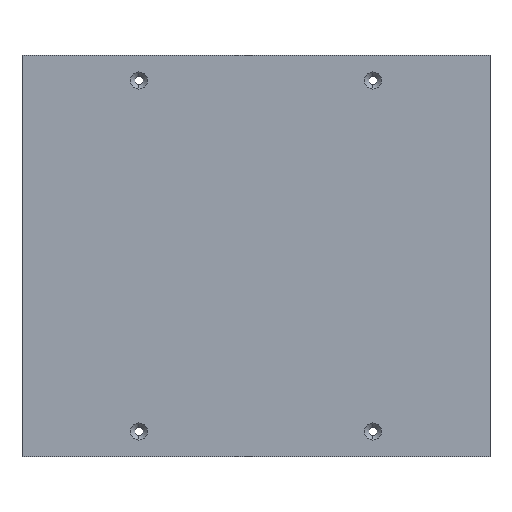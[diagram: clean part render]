
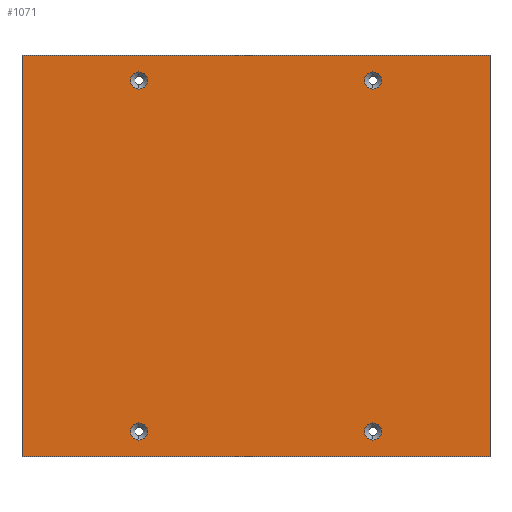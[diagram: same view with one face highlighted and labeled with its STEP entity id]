
A CAD part, left-side view. The second image highlights one B-rep face of the part: STEP entity #1071.
In plain terms, the highlighted planar face has unit normal (-1, 0, 0).
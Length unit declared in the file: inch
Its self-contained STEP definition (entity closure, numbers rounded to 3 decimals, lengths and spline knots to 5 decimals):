
#18 = EDGE_CURVE ( 'NONE', #333, #335, #848, .T. ) ;
#19 = EDGE_LOOP ( 'NONE', ( #439, #820 ) ) ;
#37 = EDGE_CURVE ( 'NONE', #1203, #96, #166, .T. ) ;
#41 = EDGE_CURVE ( 'NONE', #320, #242, #506, .T. ) ;
#58 = CARTESIAN_POINT ( 'NONE',  ( -2.5, 0., 3. ) ) ;
#77 = DIRECTION ( 'NONE',  ( 0., 0., 1. ) ) ;
#91 = ORIENTED_EDGE ( 'NONE', *, *, #250, .F. ) ;
#96 = VERTEX_POINT ( 'NONE', #1043 ) ;
#98 = DIRECTION ( 'NONE',  ( 0., 0., 1. ) ) ;
#102 = DIRECTION ( 'NONE',  ( -1., 0., 0. ) ) ;
#110 = EDGE_LOOP ( 'NONE', ( #839, #1235 ) ) ;
#114 = AXIS2_PLACEMENT_3D ( 'NONE', #470, #466, #77 ) ;
#147 = AXIS2_PLACEMENT_3D ( 'NONE', #769, #102, #98 ) ;
#160 = CARTESIAN_POINT ( 'NONE',  ( -2.5, 7., 3. ) ) ;
#161 = CARTESIAN_POINT ( 'NONE',  ( -2.5, 1.75, 2.7525 ) ) ;
#166 = CIRCLE ( 'NONE', #606, 0.1275 ) ;
#167 = AXIS2_PLACEMENT_3D ( 'NONE', #350, #998, #1013 ) ;
#183 = VERTEX_POINT ( 'NONE', #708 ) ;
#234 = DIRECTION ( 'NONE',  ( 0., 0., 1. ) ) ;
#242 = VERTEX_POINT ( 'NONE', #517 ) ;
#245 = ORIENTED_EDGE ( 'NONE', *, *, #1032, .F. ) ;
#250 = EDGE_CURVE ( 'NONE', #1122, #810, #1186, .T. ) ;
#253 = CIRCLE ( 'NONE', #919, 0.1275 ) ;
#276 = DIRECTION ( 'NONE',  ( 0., 0., 1. ) ) ;
#281 = CIRCLE ( 'NONE', #114, 0.1275 ) ;
#282 = VECTOR ( 'NONE', #655, 39.37008 ) ;
#287 = CARTESIAN_POINT ( 'NONE',  ( -2.5, 0., -3. ) ) ;
#297 = FACE_BOUND ( 'NONE', #110, .T. ) ;
#320 = VERTEX_POINT ( 'NONE', #58 ) ;
#333 = VERTEX_POINT ( 'NONE', #1185 ) ;
#335 = VERTEX_POINT ( 'NONE', #161 ) ;
#346 = EDGE_CURVE ( 'NONE', #96, #1203, #1214, .T. ) ;
#350 = CARTESIAN_POINT ( 'NONE',  ( -2.5, 1.75, -2.625 ) ) ;
#362 = DIRECTION ( 'NONE',  ( -1., 0., 0. ) ) ;
#385 = LINE ( 'NONE', #160, #546 ) ;
#388 = ORIENTED_EDGE ( 'NONE', *, *, #915, .F. ) ;
#389 = AXIS2_PLACEMENT_3D ( 'NONE', #995, #616, #234 ) ;
#391 = CARTESIAN_POINT ( 'NONE',  ( -2.5, 5.25, 2.7525 ) ) ;
#405 = VECTOR ( 'NONE', #1223, 39.37008 ) ;
#439 = ORIENTED_EDGE ( 'NONE', *, *, #18, .F. ) ;
#445 = CIRCLE ( 'NONE', #389, 0.1275 ) ;
#447 = EDGE_CURVE ( 'NONE', #700, #600, #1228, .T. ) ;
#455 = CARTESIAN_POINT ( 'NONE',  ( -2.5, 7., -3. ) ) ;
#460 = DIRECTION ( 'NONE',  ( 1., 0., 0. ) ) ;
#466 = DIRECTION ( 'NONE',  ( -1., 0., 0. ) ) ;
#470 = CARTESIAN_POINT ( 'NONE',  ( -2.5, 5.25, 2.625 ) ) ;
#476 = DIRECTION ( 'NONE',  ( -1., 0., 0. ) ) ;
#488 = CARTESIAN_POINT ( 'NONE',  ( -2.5, 5.25, -2.4975 ) ) ;
#489 = CARTESIAN_POINT ( 'NONE',  ( -2.5, 7., -3. ) ) ;
#504 = EDGE_CURVE ( 'NONE', #183, #1207, #253, .T. ) ;
#506 = LINE ( 'NONE', #287, #405 ) ;
#508 = ORIENTED_EDGE ( 'NONE', *, *, #346, .F. ) ;
#510 = EDGE_LOOP ( 'NONE', ( #508, #578 ) ) ;
#514 = EDGE_CURVE ( 'NONE', #600, #242, #1092, .T. ) ;
#517 = CARTESIAN_POINT ( 'NONE',  ( -2.5, 0., -3. ) ) ;
#521 = VECTOR ( 'NONE', #858, 39.37008 ) ;
#525 = CARTESIAN_POINT ( 'NONE',  ( -2.5, 1.75, -2.7525 ) ) ;
#532 = FACE_BOUND ( 'NONE', #1068, .T. ) ;
#546 = VECTOR ( 'NONE', #1005, 39.37008 ) ;
#548 = CIRCLE ( 'NONE', #748, 0.1275 ) ;
#570 = DIRECTION ( 'NONE',  ( 0., 0., 1. ) ) ;
#572 = CARTESIAN_POINT ( 'NONE',  ( -2.5, 7., -3. ) ) ;
#578 = ORIENTED_EDGE ( 'NONE', *, *, #37, .F. ) ;
#600 = VERTEX_POINT ( 'NONE', #489 ) ;
#606 = AXIS2_PLACEMENT_3D ( 'NONE', #1135, #476, #873 ) ;
#616 = DIRECTION ( 'NONE',  ( -1., 0., 0. ) ) ;
#644 = CARTESIAN_POINT ( 'NONE',  ( -2.5, 7., -3. ) ) ;
#655 = DIRECTION ( 'NONE',  ( 0., 0., -1. ) ) ;
#656 = ORIENTED_EDGE ( 'NONE', *, *, #447, .T. ) ;
#700 = VERTEX_POINT ( 'NONE', #1165 ) ;
#708 = CARTESIAN_POINT ( 'NONE',  ( -2.5, 5.25, 2.4975 ) ) ;
#739 = DIRECTION ( 'NONE',  ( 0., 0., 1. ) ) ;
#744 = CARTESIAN_POINT ( 'NONE',  ( -2.5, 1.75, -2.4975 ) ) ;
#748 = AXIS2_PLACEMENT_3D ( 'NONE', #852, #362, #276 ) ;
#759 = CARTESIAN_POINT ( 'NONE',  ( -2.5, 5.25, 2.625 ) ) ;
#769 = CARTESIAN_POINT ( 'NONE',  ( -2.5, 1.75, 2.625 ) ) ;
#782 = AXIS2_PLACEMENT_3D ( 'NONE', #821, #827, #921 ) ;
#795 = EDGE_CURVE ( 'NONE', #335, #333, #445, .T. ) ;
#810 = VERTEX_POINT ( 'NONE', #525 ) ;
#820 = ORIENTED_EDGE ( 'NONE', *, *, #795, .F. ) ;
#821 = CARTESIAN_POINT ( 'NONE',  ( -2.5, 5.25, -2.625 ) ) ;
#827 = DIRECTION ( 'NONE',  ( -1., 0., 0. ) ) ;
#836 = AXIS2_PLACEMENT_3D ( 'NONE', #644, #460, #739 ) ;
#839 = ORIENTED_EDGE ( 'NONE', *, *, #504, .F. ) ;
#848 = CIRCLE ( 'NONE', #147, 0.1275 ) ;
#852 = CARTESIAN_POINT ( 'NONE',  ( -2.5, 1.75, -2.625 ) ) ;
#858 = DIRECTION ( 'NONE',  ( 0., -1., 0. ) ) ;
#869 = EDGE_LOOP ( 'NONE', ( #990, #388, #656, #973 ) ) ;
#873 = DIRECTION ( 'NONE',  ( 0., 0., 1. ) ) ;
#915 = EDGE_CURVE ( 'NONE', #700, #320, #385, .T. ) ;
#919 = AXIS2_PLACEMENT_3D ( 'NONE', #759, #1140, #570 ) ;
#921 = DIRECTION ( 'NONE',  ( 0., 0., 1. ) ) ;
#925 = FACE_BOUND ( 'NONE', #19, .T. ) ;
#973 = ORIENTED_EDGE ( 'NONE', *, *, #514, .T. ) ;
#990 = ORIENTED_EDGE ( 'NONE', *, *, #41, .F. ) ;
#995 = CARTESIAN_POINT ( 'NONE',  ( -2.5, 1.75, 2.625 ) ) ;
#998 = DIRECTION ( 'NONE',  ( -1., 0., 0. ) ) ;
#1005 = DIRECTION ( 'NONE',  ( 0., -1., 0. ) ) ;
#1013 = DIRECTION ( 'NONE',  ( 0., 0., 1. ) ) ;
#1017 = EDGE_CURVE ( 'NONE', #1207, #183, #281, .T. ) ;
#1032 = EDGE_CURVE ( 'NONE', #810, #1122, #548, .T. ) ;
#1043 = CARTESIAN_POINT ( 'NONE',  ( -2.5, 5.25, -2.7525 ) ) ;
#1068 = EDGE_LOOP ( 'NONE', ( #245, #91 ) ) ;
#1071 = ADVANCED_FACE ( 'NONE', ( #297, #925, #532, #1227, #1118 ), #1114, .F. ) ;
#1092 = LINE ( 'NONE', #572, #521 ) ;
#1114 = PLANE ( 'NONE',  #836 ) ;
#1118 = FACE_OUTER_BOUND ( 'NONE', #869, .T. ) ;
#1122 = VERTEX_POINT ( 'NONE', #744 ) ;
#1135 = CARTESIAN_POINT ( 'NONE',  ( -2.5, 5.25, -2.625 ) ) ;
#1140 = DIRECTION ( 'NONE',  ( -1., 0., 0. ) ) ;
#1165 = CARTESIAN_POINT ( 'NONE',  ( -2.5, 7., 3. ) ) ;
#1185 = CARTESIAN_POINT ( 'NONE',  ( -2.5, 1.75, 2.4975 ) ) ;
#1186 = CIRCLE ( 'NONE', #167, 0.1275 ) ;
#1203 = VERTEX_POINT ( 'NONE', #488 ) ;
#1207 = VERTEX_POINT ( 'NONE', #391 ) ;
#1214 = CIRCLE ( 'NONE', #782, 0.1275 ) ;
#1223 = DIRECTION ( 'NONE',  ( 0., 0., -1. ) ) ;
#1227 = FACE_BOUND ( 'NONE', #510, .T. ) ;
#1228 = LINE ( 'NONE', #455, #282 ) ;
#1235 = ORIENTED_EDGE ( 'NONE', *, *, #1017, .F. ) ;
